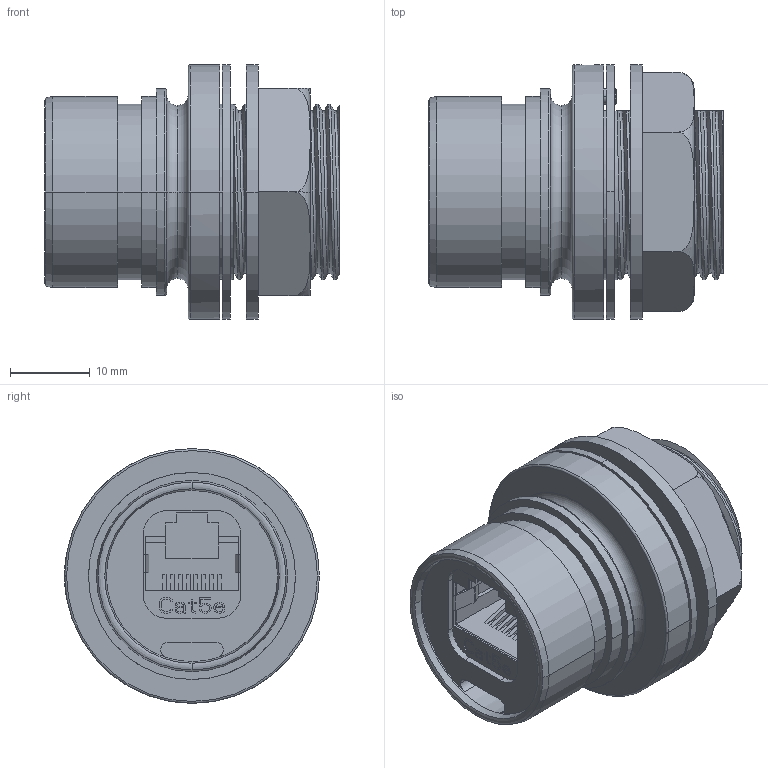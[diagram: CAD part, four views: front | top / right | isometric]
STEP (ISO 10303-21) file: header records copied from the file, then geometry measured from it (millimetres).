
FILE_DESCRIPTION(('STEP AP214'),'1');
FILE_NAME('PXM6033TP.stp','2018-03-14T19:21:15',('TraceParts'),('TraceParts S.A.'),'Spatial InterOp 3D',' ',' ');
FILE_SCHEMA(('automotive_design'));
Length unit declared in the file: millimetre
Products named in the file (3): LIST_PXM6033TP_SW0001; PXM6033TP_2; PXM6033TP_3
Bounding box: 37 x 32 x 32 mm (x, y, z)
Volume: 12836.8 mm3; surface area: 13885.2 mm2
Topology: 3 solids, 3 shells, 987 faces, 2791 edges, 1820 vertices
Faces by surface type: plane 727, cylinder 168, torus 37, bspline 35, cone 20
Entity records: 42912 total; most frequent: CARTESIAN_POINT 17308, ORIENTED_EDGE 5574, DIRECTION 4904, EDGE_CURVE 2787, LINE 2212, VECTOR 2212, VERTEX_POINT 1820, AXIS2_PLACEMENT_3D 1346
